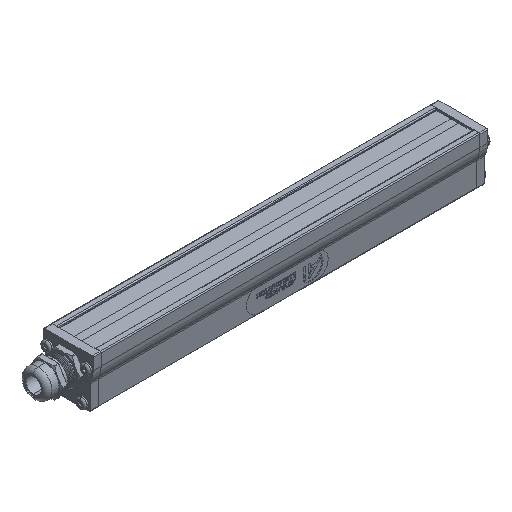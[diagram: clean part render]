
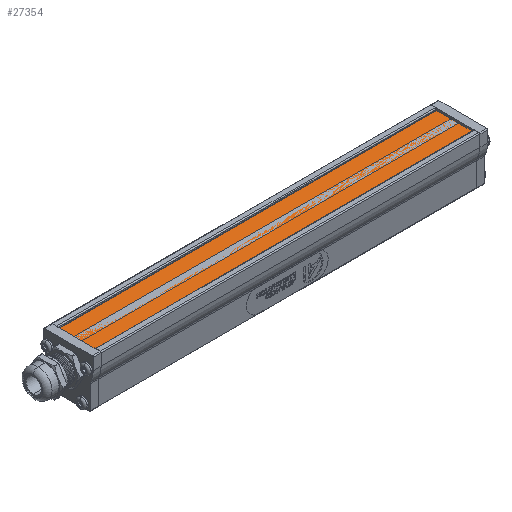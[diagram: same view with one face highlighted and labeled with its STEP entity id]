
A CAD part, isometric view. The second image highlights one B-rep face of the part: STEP entity #27354.
In plain terms, the highlighted face is planar.
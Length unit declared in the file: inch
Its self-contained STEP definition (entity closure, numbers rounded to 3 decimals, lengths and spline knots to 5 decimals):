
#2125 = AXIS2_PLACEMENT_3D ( 'NONE', #27013, #3196, #17682 ) ;
#3196 = DIRECTION ( 'NONE',  ( 0., -1., 0. ) ) ;
#3680 = CARTESIAN_POINT ( 'NONE',  ( 3., 0.04, -0.29 ) ) ;
#4706 = VECTOR ( 'NONE', #6970, 39.37008 ) ;
#5462 = EDGE_CURVE ( 'NONE', #8602, #6151, #18530, .T. ) ;
#5642 = DIRECTION ( 'NONE',  ( 0., 0., 1. ) ) ;
#6066 = ORIENTED_EDGE ( 'NONE', *, *, #5462, .T. ) ;
#6151 = VERTEX_POINT ( 'NONE', #15173 ) ;
#6970 = DIRECTION ( 'NONE',  ( 1., 0., 0. ) ) ;
#8110 = LINE ( 'NONE', #16068, #28460 ) ;
#8602 = VERTEX_POINT ( 'NONE', #18375 ) ;
#9032 = VECTOR ( 'NONE', #25119, 39.37008 ) ;
#11318 = EDGE_CURVE ( 'NONE', #26074, #8602, #8110, .T. ) ;
#11917 = ORIENTED_EDGE ( 'NONE', *, *, #21568, .F. ) ;
#12221 = ORIENTED_EDGE ( 'NONE', *, *, #11318, .T. ) ;
#12772 = PLANE ( 'NONE',  #2125 ) ;
#13293 = DIRECTION ( 'NONE',  ( 0., 0., 1. ) ) ;
#13499 = CARTESIAN_POINT ( 'NONE',  ( -3., 0.04, -0.29 ) ) ;
#15173 = CARTESIAN_POINT ( 'NONE',  ( 3., 0.04, 0.29 ) ) ;
#16068 = CARTESIAN_POINT ( 'NONE',  ( -3., 0.04, 0.345 ) ) ;
#16096 = ORIENTED_EDGE ( 'NONE', *, *, #18877, .F. ) ;
#17682 = DIRECTION ( 'NONE',  ( 0., 0., -1. ) ) ;
#17698 = CARTESIAN_POINT ( 'NONE',  ( 3., 0.04, 0.345 ) ) ;
#17725 = CARTESIAN_POINT ( 'NONE',  ( -3., 0.04, 0.29 ) ) ;
#18375 = CARTESIAN_POINT ( 'NONE',  ( -3., 0.04, 0.29 ) ) ;
#18530 = LINE ( 'NONE', #17725, #9032 ) ;
#18877 = EDGE_CURVE ( 'NONE', #20076, #6151, #22101, .T. ) ;
#19550 = FACE_OUTER_BOUND ( 'NONE', #26434, .T. ) ;
#20076 = VERTEX_POINT ( 'NONE', #3680 ) ;
#21568 = EDGE_CURVE ( 'NONE', #26074, #20076, #22411, .T. ) ;
#22101 = LINE ( 'NONE', #17698, #30765 ) ;
#22411 = LINE ( 'NONE', #13499, #4706 ) ;
#25119 = DIRECTION ( 'NONE',  ( 1., 0., 0. ) ) ;
#26074 = VERTEX_POINT ( 'NONE', #31081 ) ;
#26434 = EDGE_LOOP ( 'NONE', ( #16096, #11917, #12221, #6066 ) ) ;
#27013 = CARTESIAN_POINT ( 'NONE',  ( 3., 0.04, 0.345 ) ) ;
#27354 = ADVANCED_FACE ( 'NONE', ( #19550 ), #12772, .F. ) ;
#28460 = VECTOR ( 'NONE', #13293, 39.37008 ) ;
#30765 = VECTOR ( 'NONE', #5642, 39.37008 ) ;
#31081 = CARTESIAN_POINT ( 'NONE',  ( -3., 0.04, -0.29 ) ) ;
